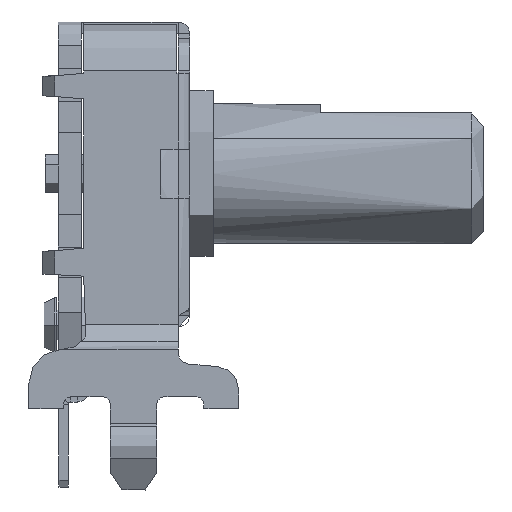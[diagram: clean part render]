
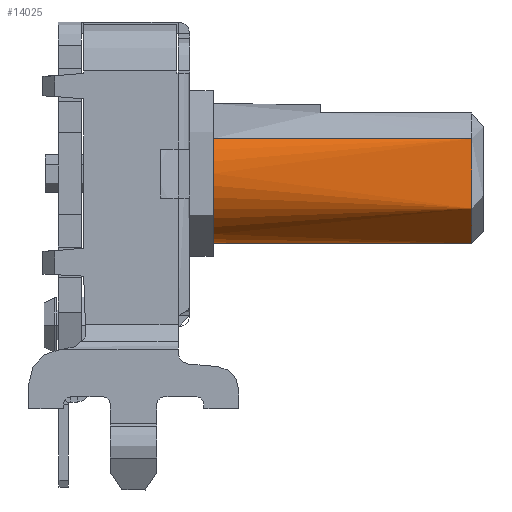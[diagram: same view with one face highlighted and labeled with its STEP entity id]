
A CAD part, left-side view. The second image highlights one B-rep face of the part: STEP entity #14025.
In plain terms, the highlighted cylindrical face has radius 3 mm (diameter 6 mm), a partial arc.
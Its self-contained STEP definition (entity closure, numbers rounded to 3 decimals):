
#6748=CARTESIAN_POINT('',(30.14,24.694,-31.639));
#6749=DIRECTION('',(0.,1.,0.));
#6750=DIRECTION('',(0.866,0.,-0.5));
#6751=AXIS2_PLACEMENT_3D('',#6748,#6749,#6750);
#7456=CARTESIAN_POINT('',(30.14,13.604,-31.639));
#7457=DIRECTION('',(0.,1.,0.));
#7458=DIRECTION('',(0.866,0.,-0.5));
#7459=AXIS2_PLACEMENT_3D('',#7456,#7457,#7458);
#7478=DIRECTION('',(0.,1.,0.));
#7479=VECTOR('',#7478,11.09);
#7480=CARTESIAN_POINT('',(27.542,13.604,-30.139));
#7481=LINE('',#7480,#7479);
#7482=DIRECTION('',(0.,-1.,0.));
#7483=VECTOR('',#7482,11.09);
#7484=CARTESIAN_POINT('',(32.738,24.694,-33.139));
#7485=LINE('',#7484,#7483);
#7764=CARTESIAN_POINT('',(32.738,24.694,-33.139));
#7765=CARTESIAN_POINT('',(27.542,24.694,-30.139));
#7766=VERTEX_POINT('',#7764);
#7767=VERTEX_POINT('',#7765);
#7768=CARTESIAN_POINT('',(32.738,13.604,-33.139));
#7769=CARTESIAN_POINT('',(27.542,13.604,-30.139));
#7770=VERTEX_POINT('',#7768);
#7771=VERTEX_POINT('',#7769);
#14011=CARTESIAN_POINT('',(30.14,24.916,
-31.639));
#14012=DIRECTION('',(0.,-1.,0.));
#14013=DIRECTION('',(-0.866,0.,0.5));
#14014=AXIS2_PLACEMENT_3D('',#14011,#14012,#14013);
#14015=CYLINDRICAL_SURFACE('',#14014,3.);
#14017=ORIENTED_EDGE('',*,*,#14016,.F.);
#14019=ORIENTED_EDGE('',*,*,#14018,.F.);
#14020=ORIENTED_EDGE('',*,*,#13052,.T.);
#14022=ORIENTED_EDGE('',*,*,#14021,.F.);
#14023=EDGE_LOOP('',(#14017,#14019,#14020,#14022));
#14024=FACE_OUTER_BOUND('',#14023,.F.);
#14025=ADVANCED_FACE('',(#14024),#14015,.T.);
#6752=CIRCLE('',#6751,3.);
#7460=CIRCLE('',#7459,3.);
#13052=EDGE_CURVE('',#7766,#7767,#6752,.T.);
#14016=EDGE_CURVE('',#7770,#7771,#7460,.T.);
#14018=EDGE_CURVE('',#7766,#7770,#7485,.T.);
#14021=EDGE_CURVE('',#7771,#7767,#7481,.T.);
